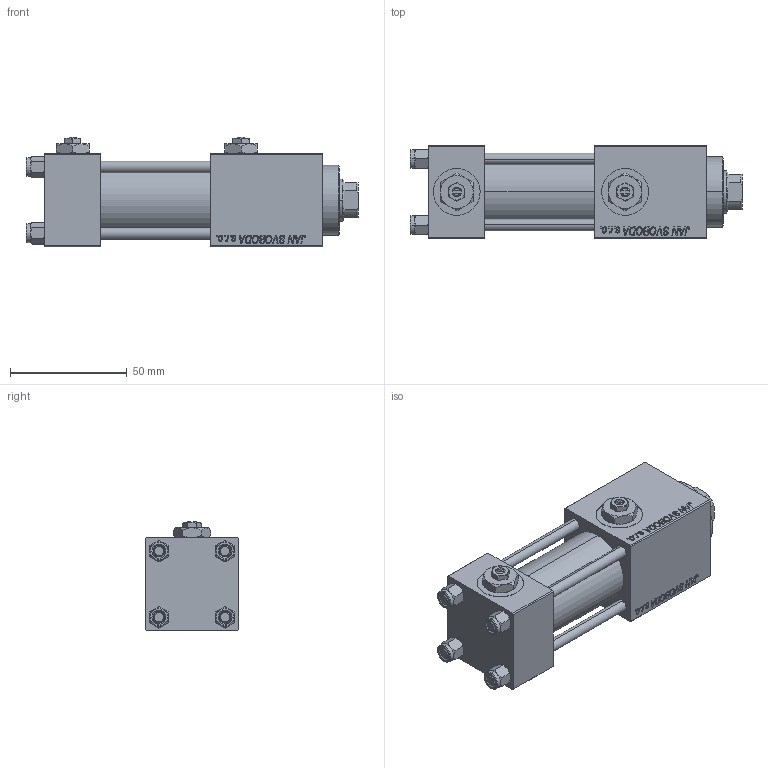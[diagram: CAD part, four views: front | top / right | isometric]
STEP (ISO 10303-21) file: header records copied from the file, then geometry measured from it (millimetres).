
FILE_DESCRIPTION (( 'STEP AP203' ), '1' );
FILE_NAME ('8b92.STEP', '2024-02-26T18:46:51', ( '' ), ( '' ), 'SwSTEP 2.0', 'SolidWorks 2019', '' );
FILE_SCHEMA (( 'CONFIG_CONTROL_DESIGN' ));
Length unit declared in the file: millimetre
Products named in the file (7): V215CR_VCP_C 2a8b8ff2b66660ec6325f3b332dbc7ea; 8b92; V215CR_C_TYCINKA 2a8b8ff2b66660ec6325f3b332dbc7ea; NUT_M5_C 2a8b8ff2b66660ec6325f3b332dbc7ea; Zatka_pro_OIL_PORT 2a8b8ff2b66660ec6325f3b332dbc7ea; V215CR_C_Body 2a8b8ff2b66660ec6325f3b332dbc7ea; V215_VC_A 2a8b8ff2b66660ec6325f3b332dbc7ea
Assembly tree (13 placements, depth 2):
  8b92
    V215CR_C_Body 2a8b8ff2b66660ec6325f3b332dbc7ea
    V215CR_VCP_C 2a8b8ff2b66660ec6325f3b332dbc7ea
    NUT_M5_C 2a8b8ff2b66660ec6325f3b332dbc7ea  x4
    V215CR_C_TYCINKA 2a8b8ff2b66660ec6325f3b332dbc7ea  x4
    V215_VC_A 2a8b8ff2b66660ec6325f3b332dbc7ea
    Zatka_pro_OIL_PORT 2a8b8ff2b66660ec6325f3b332dbc7ea  x2
Bounding box: 142 x 40 x 47 mm (x, y, z)
Volume: 148592.5 mm3; surface area: 58484.6 mm2
Topology: 13 solids, 13 shells, 1245 faces, 3100 edges, 1999 vertices
Faces by surface type: plane 571, bspline 392, cone 178, cylinder 96, torus 8
Entity records: 52105 total; most frequent: CARTESIAN_POINT 27689, ORIENTED_EDGE 5500, DIRECTION 3526, EDGE_CURVE 2750, VERTEX_POINT 1797, VECTOR 1638, LINE 1638, EDGE_LOOP 1215
